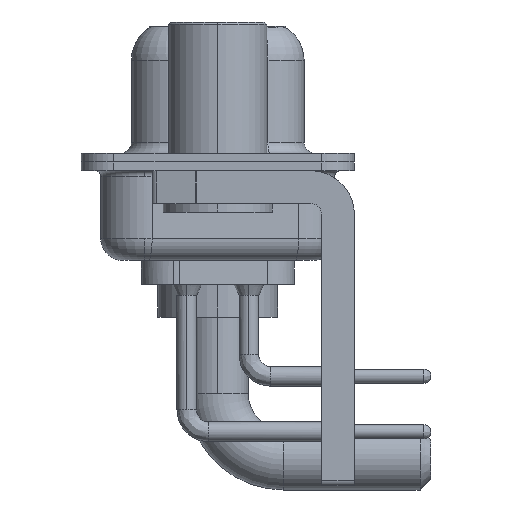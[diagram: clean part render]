
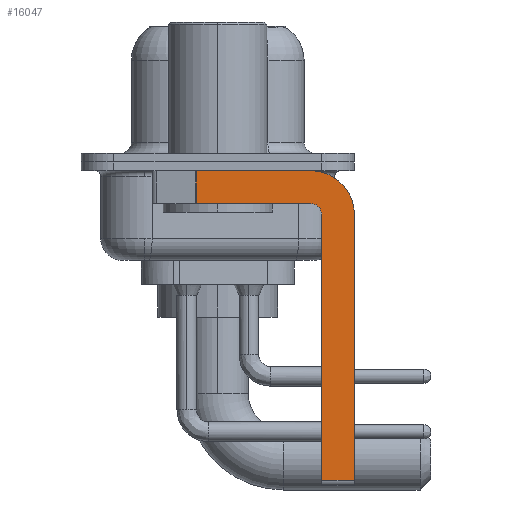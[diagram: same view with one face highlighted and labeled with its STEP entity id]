
A CAD part, left-side view. The second image highlights one B-rep face of the part: STEP entity #16047.
In plain terms, the highlighted planar face has unit normal (-1, 0, 0).
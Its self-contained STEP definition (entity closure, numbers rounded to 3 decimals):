
#103 = CARTESIAN_POINT ( 'NONE',  ( -2.9, -4.25, -2.4 ) ) ;
#411 = CARTESIAN_POINT ( 'NONE',  ( -2.9, 0.978, -0.4 ) ) ;
#1327 = DIRECTION ( 'NONE',  ( 1., 0., 0. ) ) ;
#1346 = CARTESIAN_POINT ( 'NONE',  ( -2.9, -4.25, -14.55 ) ) ;
#2275 = LINE ( 'NONE', #17827, #5282 ) ;
#2414 = ORIENTED_EDGE ( 'NONE', *, *, #10796, .F. ) ;
#2867 = CARTESIAN_POINT ( 'NONE',  ( -2.9, 3., -0.4 ) ) ;
#2992 = DIRECTION ( 'NONE',  ( 0., -1., 0. ) ) ;
#3494 = CARTESIAN_POINT ( 'NONE',  ( -2.9, -4.75, -2.4 ) ) ;
#3686 = LINE ( 'NONE', #13511, #23986 ) ;
#3775 = DIRECTION ( 'NONE',  ( -1., 0., 0. ) ) ;
#3893 = VERTEX_POINT ( 'NONE', #3494 ) ;
#4152 = VERTEX_POINT ( 'NONE', #10255 ) ;
#4364 = AXIS2_PLACEMENT_3D ( 'NONE', #12823, #9005, #24414 ) ;
#4568 = DIRECTION ( 'NONE',  ( 0., 0., -1. ) ) ;
#5282 = VECTOR ( 'NONE', #4568, 1000. ) ;
#5340 = VERTEX_POINT ( 'NONE', #24508 ) ;
#5367 = VECTOR ( 'NONE', #16177, 1000. ) ;
#5587 = CIRCLE ( 'NONE', #4364, 2. ) ;
#5789 = DIRECTION ( 'NONE',  ( 0., 0., 1. ) ) ;
#6139 = VERTEX_POINT ( 'NONE', #7351 ) ;
#6523 = CIRCLE ( 'NONE', #21179, 0.5 ) ;
#6816 = EDGE_CURVE ( 'NONE', #12511, #3893, #17123, .T. ) ;
#6955 = VECTOR ( 'NONE', #7195, 1000. ) ;
#7195 = DIRECTION ( 'NONE',  ( 0., -1., 0. ) ) ;
#7351 = CARTESIAN_POINT ( 'NONE',  ( -2.9, -6.25, -2.4 ) ) ;
#7747 = EDGE_LOOP ( 'NONE', ( #9860, #8917, #20030, #21417, #13952, #13641, #2414, #24981 ) ) ;
#7858 = DIRECTION ( 'NONE',  ( 0., 0., 1. ) ) ;
#8406 = CARTESIAN_POINT ( 'NONE',  ( -2.9, -4.25, -1.9 ) ) ;
#8917 = ORIENTED_EDGE ( 'NONE', *, *, #11069, .T. ) ;
#9005 = DIRECTION ( 'NONE',  ( 1., 0., 0. ) ) ;
#9860 = ORIENTED_EDGE ( 'NONE', *, *, #20327, .F. ) ;
#9932 = DIRECTION ( 'NONE',  ( 0., 0., -1. ) ) ;
#10255 = CARTESIAN_POINT ( 'NONE',  ( -2.9, -4.25, -1.9 ) ) ;
#10549 = VERTEX_POINT ( 'NONE', #411 ) ;
#10796 = EDGE_CURVE ( 'NONE', #6139, #5340, #3686, .T. ) ;
#11069 = EDGE_CURVE ( 'NONE', #10549, #12759, #2275, .T. ) ;
#11435 = CARTESIAN_POINT ( 'NONE',  ( -2.9, -4.25, -0.4 ) ) ;
#12511 = VERTEX_POINT ( 'NONE', #13219 ) ;
#12581 = EDGE_CURVE ( 'NONE', #3893, #4152, #6523, .T. ) ;
#12759 = VERTEX_POINT ( 'NONE', #23887 ) ;
#12823 = CARTESIAN_POINT ( 'NONE',  ( -2.9, -4.25, -2.4 ) ) ;
#13042 = EDGE_CURVE ( 'NONE', #12511, #5340, #22605, .T. ) ;
#13219 = CARTESIAN_POINT ( 'NONE',  ( -2.9, -4.75, -14.55 ) ) ;
#13511 = CARTESIAN_POINT ( 'NONE',  ( -2.9, -6.25, -2.4 ) ) ;
#13641 = ORIENTED_EDGE ( 'NONE', *, *, #13042, .T. ) ;
#13952 = ORIENTED_EDGE ( 'NONE', *, *, #6816, .F. ) ;
#15131 = EDGE_CURVE ( 'NONE', #4152, #12759, #18096, .T. ) ;
#15311 = DIRECTION ( 'NONE',  ( 0., 0., -1. ) ) ;
#16047 = ADVANCED_FACE ( 'NONE', ( #24874 ), #18780, .F. ) ;
#16177 = DIRECTION ( 'NONE',  ( 0., 1., 0. ) ) ;
#16871 = VERTEX_POINT ( 'NONE', #11435 ) ;
#17123 = LINE ( 'NONE', #23247, #24454 ) ;
#17827 = CARTESIAN_POINT ( 'NONE',  ( -2.9, 0.978, -1.9 ) ) ;
#18096 = LINE ( 'NONE', #8406, #5367 ) ;
#18780 = PLANE ( 'NONE',  #23708 ) ;
#20030 = ORIENTED_EDGE ( 'NONE', *, *, #15131, .F. ) ;
#20327 = EDGE_CURVE ( 'NONE', #10549, #16871, #24533, .T. ) ;
#20938 = CARTESIAN_POINT ( 'NONE',  ( -2.9, -4.25, -2.4 ) ) ;
#21179 = AXIS2_PLACEMENT_3D ( 'NONE', #103, #3775, #7858 ) ;
#21417 = ORIENTED_EDGE ( 'NONE', *, *, #12581, .F. ) ;
#21785 = VECTOR ( 'NONE', #2992, 1000. ) ;
#21875 = EDGE_CURVE ( 'NONE', #16871, #6139, #5587, .T. ) ;
#22605 = LINE ( 'NONE', #1346, #6955 ) ;
#23247 = CARTESIAN_POINT ( 'NONE',  ( -2.9, -4.75, -14.8 ) ) ;
#23708 = AXIS2_PLACEMENT_3D ( 'NONE', #20938, #1327, #15311 ) ;
#23887 = CARTESIAN_POINT ( 'NONE',  ( -2.9, 0.978, -1.9 ) ) ;
#23986 = VECTOR ( 'NONE', #9932, 1000. ) ;
#24414 = DIRECTION ( 'NONE',  ( 0., 0., -1. ) ) ;
#24454 = VECTOR ( 'NONE', #5789, 1000. ) ;
#24508 = CARTESIAN_POINT ( 'NONE',  ( -2.9, -6.25, -14.55 ) ) ;
#24533 = LINE ( 'NONE', #2867, #21785 ) ;
#24874 = FACE_OUTER_BOUND ( 'NONE', #7747, .T. ) ;
#24981 = ORIENTED_EDGE ( 'NONE', *, *, #21875, .F. ) ;
